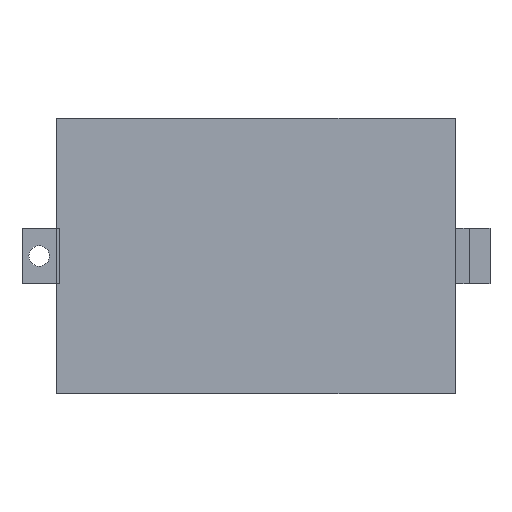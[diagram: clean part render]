
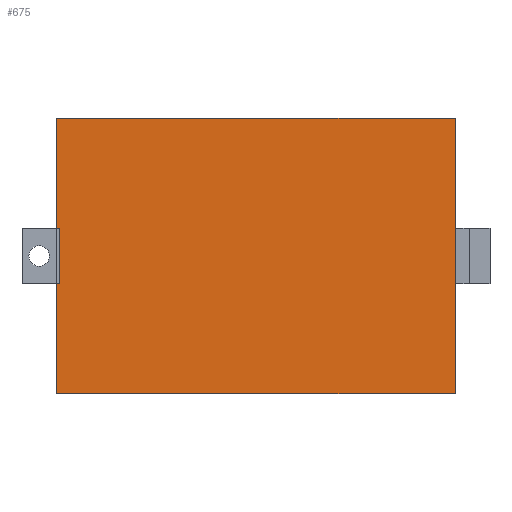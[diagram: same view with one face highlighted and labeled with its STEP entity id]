
A CAD part, top view. The second image highlights one B-rep face of the part: STEP entity #675.
In plain terms, the highlighted planar face has unit normal (0, 0, 1).
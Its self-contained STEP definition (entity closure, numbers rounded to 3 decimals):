
#555=CARTESIAN_POINT('',(27.95,-20.,2.));
#556=VERTEX_POINT('',#555);
#563=CARTESIAN_POINT('',(-30.,-20.,2.));
#564=VERTEX_POINT('',#563);
#565=CARTESIAN_POINT('',(27.95,-20.,2.));
#566=DIRECTION('',(-1.,-0.,0.));
#567=VECTOR('',#566,57.95);
#568=LINE('',#565,#567);
#569=EDGE_CURVE('',#556,#564,#568,.T.);
#594=CARTESIAN_POINT('',(-30.,20.,2.));
#595=VERTEX_POINT('',#594);
#596=CARTESIAN_POINT('',(-30.,-20.,2.));
#597=DIRECTION('',(0.,1.,0.));
#598=VECTOR('',#597,40.);
#599=LINE('',#596,#598);
#600=EDGE_CURVE('',#564,#595,#599,.T.);
#625=CARTESIAN_POINT('',(27.95,20.,2.));
#626=VERTEX_POINT('',#625);
#627=CARTESIAN_POINT('',(-30.,20.,2.));
#628=DIRECTION('',(1.,0.,-0.));
#629=VECTOR('',#628,57.95);
#630=LINE('',#627,#629);
#631=EDGE_CURVE('',#595,#626,#630,.T.);
#654=CARTESIAN_POINT('',(27.95,20.,2.));
#655=DIRECTION('',(0.,-1.,0.));
#656=VECTOR('',#655,40.);
#657=LINE('',#654,#656);
#658=EDGE_CURVE('',#626,#556,#657,.T.);
#664=CARTESIAN_POINT('',(0.,0.,2.));
#665=DIRECTION('',(0.,0.,-1.));
#666=DIRECTION('',(0.,-1.,0.));
#667=AXIS2_PLACEMENT_3D('',#664,#665,#666);
#668=PLANE('',#667);
#669=ORIENTED_EDGE('',*,*,#569,.F.);
#670=ORIENTED_EDGE('',*,*,#658,.F.);
#671=ORIENTED_EDGE('',*,*,#631,.F.);
#672=ORIENTED_EDGE('',*,*,#600,.F.);
#673=EDGE_LOOP('',(#669,#670,#671,#672));
#674=FACE_BOUND('',#673,.T.);
#675=ADVANCED_FACE('',(#674),#668,.F.);
